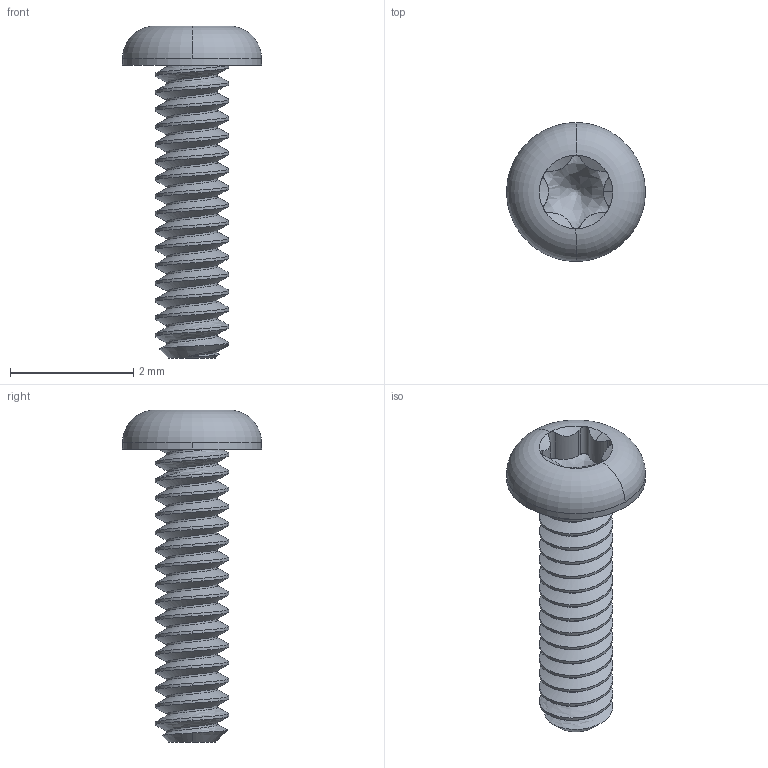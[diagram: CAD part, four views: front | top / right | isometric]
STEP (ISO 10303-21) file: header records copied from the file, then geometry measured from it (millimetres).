
FILE_DESCRIPTION (( 'STEP AP203' ), '1' );
FILE_NAME ('90910A632.step', '2016-08-26T19:24:28', ( 'Admin' ), ( 'McMaster-Carr Supply Co' ), 'SwSTEP 2.0', 'SolidWorks 2010', '' );
FILE_SCHEMA (( 'CONFIG_CONTROL_DESIGN' ));
Length unit declared in the file: inch
Products named in the file (1): 90910A632
Bounding box: 2.26 x 2.26 x 5.4 mm (x, y, z)
Volume: 5.5 mm3; surface area: 39.3 mm2
Topology: 1 solids, 1 shells, 70 faces, 191 edges, 124 vertices
Faces by surface type: cylinder 52, cone 10, bspline 4, torus 2, plane 2
Entity records: 4877 total; most frequent: CARTESIAN_POINT 3321, ORIENTED_EDGE 382, DIRECTION 231, EDGE_CURVE 191, VERTEX_POINT 124, AXIS2_PLACEMENT_3D 88, EDGE_LOOP 71, FACE_OUTER_BOUND 70
